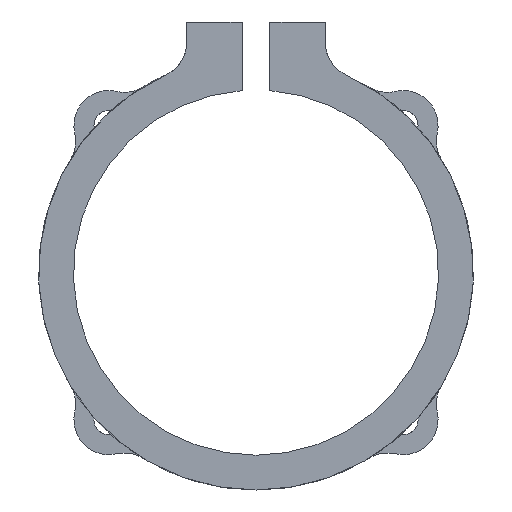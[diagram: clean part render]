
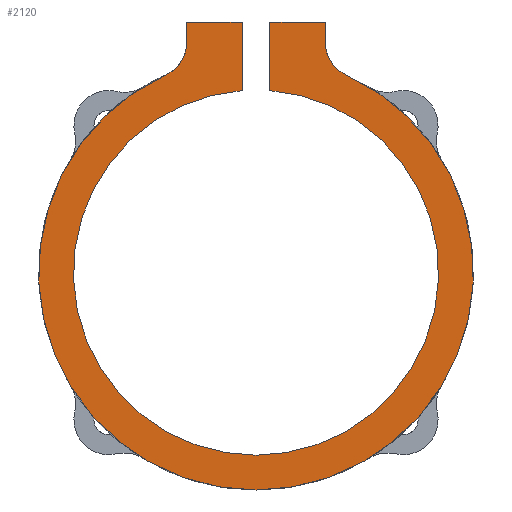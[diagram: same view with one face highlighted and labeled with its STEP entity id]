
A CAD part, front view. The second image highlights one B-rep face of the part: STEP entity #2120.
In plain terms, the highlighted planar face has unit normal (0, -1, 0).
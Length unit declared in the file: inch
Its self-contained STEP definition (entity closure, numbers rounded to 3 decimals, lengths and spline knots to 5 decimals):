
#2 = CARTESIAN_POINT ( 'NONE',  ( 0., 0., 0. ) ) ;
#28 = DIRECTION ( 'NONE',  ( 0., 0., 1. ) ) ;
#40 = VECTOR ( 'NONE', #1594, 39.37008 ) ;
#118 = EDGE_CURVE ( 'NONE', #2140, #1501, #1058, .T. ) ;
#149 = EDGE_CURVE ( 'NONE', #1501, #269, #2652, .T. ) ;
#157 = DIRECTION ( 'NONE',  ( 0., 0., 1. ) ) ;
#198 = PLANE ( 'NONE',  #1101 ) ;
#234 = LINE ( 'NONE', #2491, #2369 ) ;
#267 = EDGE_CURVE ( 'NONE', #953, #1561, #234, .T. ) ;
#269 = VERTEX_POINT ( 'NONE', #1271 ) ;
#355 = AXIS2_PLACEMENT_3D ( 'NONE', #541, #2005, #2208 ) ;
#369 = EDGE_CURVE ( 'NONE', #732, #2556, #606, .T. ) ;
#386 = LINE ( 'NONE', #2050, #2523 ) ;
#387 = CARTESIAN_POINT ( 'NONE',  ( -0.25, 0., 0.82673 ) ) ;
#407 = LINE ( 'NONE', #714, #2544 ) ;
#425 = AXIS2_PLACEMENT_3D ( 'NONE', #1860, #604, #2057 ) ;
#427 = VERTEX_POINT ( 'NONE', #768 ) ;
#431 = AXIS2_PLACEMENT_3D ( 'NONE', #2398, #2393, #2381 ) ;
#435 = VECTOR ( 'NONE', #1333, 39.37008 ) ;
#485 = ORIENTED_EDGE ( 'NONE', *, *, #1022, .F. ) ;
#497 = EDGE_CURVE ( 'NONE', #427, #1805, #1855, .T. ) ;
#541 = CARTESIAN_POINT ( 'NONE',  ( 0., 0., 0. ) ) ;
#604 = DIRECTION ( 'NONE',  ( 0., 1., 0. ) ) ;
#606 = LINE ( 'NONE', #1622, #40 ) ;
#660 = CARTESIAN_POINT ( 'NONE',  ( 0.05, 0., 0.6556 ) ) ;
#663 = CARTESIAN_POINT ( 'NONE',  ( 0.25, 0., 0.9025 ) ) ;
#714 = CARTESIAN_POINT ( 'NONE',  ( 0.25, 0., 0. ) ) ;
#732 = VERTEX_POINT ( 'NONE', #924 ) ;
#768 = CARTESIAN_POINT ( 'NONE',  ( 0.32336, 0., 0.71289 ) ) ;
#775 = ORIENTED_EDGE ( 'NONE', *, *, #1377, .F. ) ;
#809 = DIRECTION ( 'NONE',  ( -1., 0., 0. ) ) ;
#838 = DIRECTION ( 'NONE',  ( 0., 1., 0. ) ) ;
#924 = CARTESIAN_POINT ( 'NONE',  ( 0.05, 0., 0.9025 ) ) ;
#946 = ORIENTED_EDGE ( 'NONE', *, *, #267, .T. ) ;
#953 = VERTEX_POINT ( 'NONE', #1256 ) ;
#980 = CIRCLE ( 'NONE', #2436, 0.125 ) ;
#993 = CARTESIAN_POINT ( 'NONE',  ( -0.05, 0., 0.6556 ) ) ;
#1001 = LINE ( 'NONE', #2147, #435 ) ;
#1022 = EDGE_CURVE ( 'NONE', #2240, #732, #1001, .T. ) ;
#1058 = CIRCLE ( 'NONE', #355, 0.6575 ) ;
#1097 = CARTESIAN_POINT ( 'NONE',  ( -0.32336, 0., 0.71289 ) ) ;
#1101 = AXIS2_PLACEMENT_3D ( 'NONE', #2, #838, #2280 ) ;
#1111 = CARTESIAN_POINT ( 'NONE',  ( 0.25, 0., 0.82673 ) ) ;
#1175 = EDGE_CURVE ( 'NONE', #2240, #2140, #2446, .T. ) ;
#1222 = FACE_OUTER_BOUND ( 'NONE', #2590, .T. ) ;
#1230 = ORIENTED_EDGE ( 'NONE', *, *, #2538, .T. ) ;
#1256 = CARTESIAN_POINT ( 'NONE',  ( -0.25, 0., 0.9025 ) ) ;
#1270 = ORIENTED_EDGE ( 'NONE', *, *, #1591, .T. ) ;
#1271 = CARTESIAN_POINT ( 'NONE',  ( -0.05, 0., 0.9025 ) ) ;
#1275 = DIRECTION ( 'NONE',  ( 0., 1., 0. ) ) ;
#1333 = DIRECTION ( 'NONE',  ( 0., 0., 1. ) ) ;
#1377 = EDGE_CURVE ( 'NONE', #2556, #1806, #407, .T. ) ;
#1410 = DIRECTION ( 'NONE',  ( 0., 1., 0. ) ) ;
#1439 = AXIS2_PLACEMENT_3D ( 'NONE', #2651, #1410, #157 ) ;
#1452 = CARTESIAN_POINT ( 'NONE',  ( 0., 0., -0.6575 ) ) ;
#1487 = CIRCLE ( 'NONE', #425, 0.7828 ) ;
#1501 = VERTEX_POINT ( 'NONE', #993 ) ;
#1518 = CARTESIAN_POINT ( 'NONE',  ( -0.05, 0., 0. ) ) ;
#1544 = DIRECTION ( 'NONE',  ( 0., 0., -1. ) ) ;
#1561 = VERTEX_POINT ( 'NONE', #387 ) ;
#1576 = EDGE_CURVE ( 'NONE', #1805, #2659, #1487, .T. ) ;
#1591 = EDGE_CURVE ( 'NONE', #269, #953, #386, .T. ) ;
#1594 = DIRECTION ( 'NONE',  ( 1., 0., 0. ) ) ;
#1610 = DIRECTION ( 'NONE',  ( 0., 0., 1. ) ) ;
#1622 = CARTESIAN_POINT ( 'NONE',  ( 0., 0., 0.9025 ) ) ;
#1631 = DIRECTION ( 'NONE',  ( 0., 1., 0. ) ) ;
#1697 = ORIENTED_EDGE ( 'NONE', *, *, #497, .F. ) ;
#1740 = ORIENTED_EDGE ( 'NONE', *, *, #1576, .F. ) ;
#1746 = CARTESIAN_POINT ( 'NONE',  ( 0., 0., 0. ) ) ;
#1805 = VERTEX_POINT ( 'NONE', #1966 ) ;
#1806 = VERTEX_POINT ( 'NONE', #1111 ) ;
#1855 = CIRCLE ( 'NONE', #431, 0.7828 ) ;
#1860 = CARTESIAN_POINT ( 'NONE',  ( 0., 0., 0. ) ) ;
#1884 = DIRECTION ( 'NONE',  ( 0., 0., -1. ) ) ;
#1952 = ORIENTED_EDGE ( 'NONE', *, *, #1175, .T. ) ;
#1966 = CARTESIAN_POINT ( 'NONE',  ( 0., 0., -0.7828 ) ) ;
#1976 = EDGE_CURVE ( 'NONE', #427, #1806, #2040, .T. ) ;
#2005 = DIRECTION ( 'NONE',  ( 0., 1., 0. ) ) ;
#2035 = VECTOR ( 'NONE', #2337, 39.37008 ) ;
#2040 = CIRCLE ( 'NONE', #1439, 0.125 ) ;
#2050 = CARTESIAN_POINT ( 'NONE',  ( 0., 0., 0.9025 ) ) ;
#2057 = DIRECTION ( 'NONE',  ( 0., 0., 1. ) ) ;
#2120 = ADVANCED_FACE ( 'NONE', ( #1222 ), #198, .F. ) ;
#2125 = ORIENTED_EDGE ( 'NONE', *, *, #1976, .T. ) ;
#2127 = ORIENTED_EDGE ( 'NONE', *, *, #369, .F. ) ;
#2140 = VERTEX_POINT ( 'NONE', #1452 ) ;
#2147 = CARTESIAN_POINT ( 'NONE',  ( 0.05, 0., 0. ) ) ;
#2208 = DIRECTION ( 'NONE',  ( 0., 0., 1. ) ) ;
#2240 = VERTEX_POINT ( 'NONE', #660 ) ;
#2280 = DIRECTION ( 'NONE',  ( 0., 0., 1. ) ) ;
#2337 = DIRECTION ( 'NONE',  ( 0., 0., 1. ) ) ;
#2364 = ORIENTED_EDGE ( 'NONE', *, *, #118, .T. ) ;
#2369 = VECTOR ( 'NONE', #1884, 39.37008 ) ;
#2381 = DIRECTION ( 'NONE',  ( 0., 0., 1. ) ) ;
#2393 = DIRECTION ( 'NONE',  ( 0., 1., 0. ) ) ;
#2398 = CARTESIAN_POINT ( 'NONE',  ( 0., 0., 0. ) ) ;
#2436 = AXIS2_PLACEMENT_3D ( 'NONE', #2511, #1275, #28 ) ;
#2446 = CIRCLE ( 'NONE', #2612, 0.6575 ) ;
#2491 = CARTESIAN_POINT ( 'NONE',  ( -0.25, 0., 0. ) ) ;
#2511 = CARTESIAN_POINT ( 'NONE',  ( -0.375, 0., 0.82673 ) ) ;
#2523 = VECTOR ( 'NONE', #809, 39.37008 ) ;
#2538 = EDGE_CURVE ( 'NONE', #1561, #2659, #980, .T. ) ;
#2544 = VECTOR ( 'NONE', #1544, 39.37008 ) ;
#2556 = VERTEX_POINT ( 'NONE', #663 ) ;
#2590 = EDGE_LOOP ( 'NONE', ( #1952, #2364, #2640, #1270, #946, #1230, #1740, #1697, #2125, #775, #2127, #485 ) ) ;
#2612 = AXIS2_PLACEMENT_3D ( 'NONE', #1746, #1631, #1610 ) ;
#2640 = ORIENTED_EDGE ( 'NONE', *, *, #149, .T. ) ;
#2651 = CARTESIAN_POINT ( 'NONE',  ( 0.375, 0., 0.82673 ) ) ;
#2652 = LINE ( 'NONE', #1518, #2035 ) ;
#2659 = VERTEX_POINT ( 'NONE', #1097 ) ;
